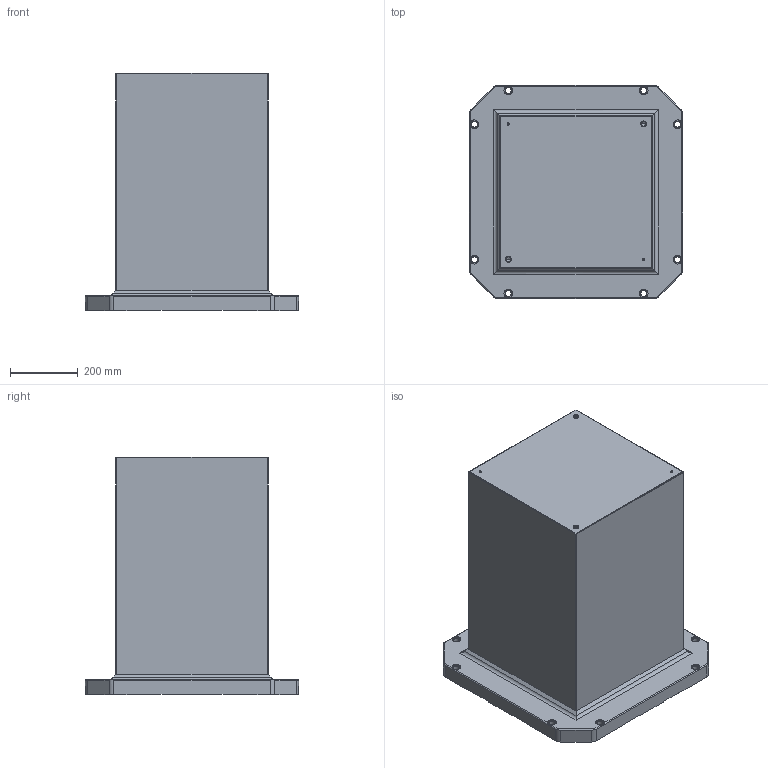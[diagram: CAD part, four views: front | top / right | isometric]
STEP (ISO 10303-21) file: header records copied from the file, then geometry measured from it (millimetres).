
FILE_DESCRIPTION(('STEP AP214'),'1');
FILE_NAME(' ',' ',('TraceParts'),('TraceParts S.A.'),'XStep 1.0',' ',' ');
FILE_SCHEMA(('automotive_design'));
Length unit declared in the file: millimetre
Products named in the file (1): 1
Bounding box: 630 x 630 x 702 mm (x, y, z)
Volume: 150706385.8 mm3; surface area: 2070040.9 mm2
Topology: 1 solids, 1 shells, 771 faces, 1872 edges, 1120 vertices
Faces by surface type: cone 256, torus 232, cylinder 196, plane 87
Entity records: 44234 total; most frequent: DIRECTION 4600, CARTESIAN_POINT 4104, STYLED_ITEM 3764, PRESENTATION_STYLE_ASSIGNMENT 3764, COLOUR_RGB 3764, ORIENTED_EDGE 3744, AXIS2_PLACEMENT_3D 1984, EDGE_CURVE 1872
